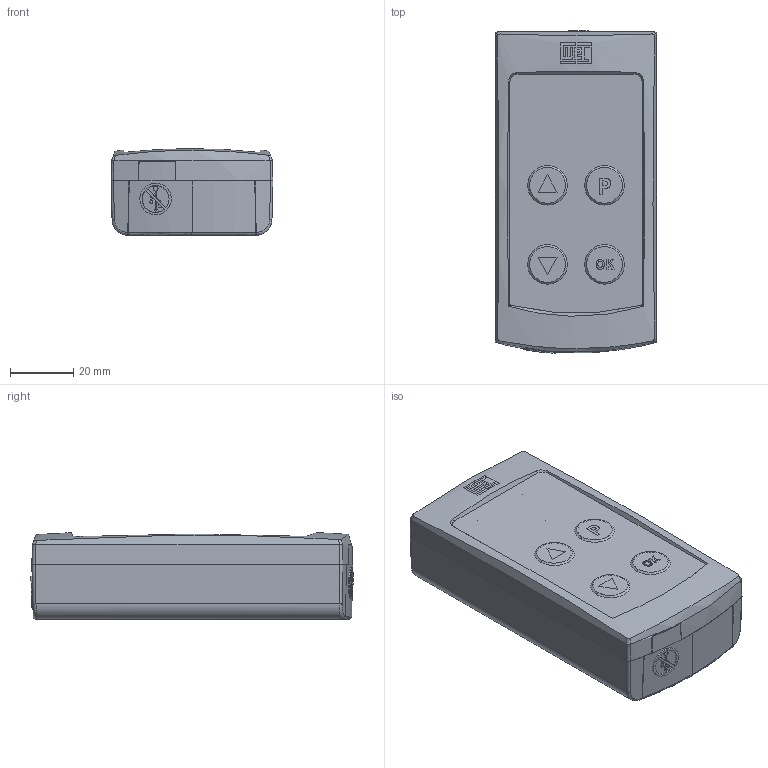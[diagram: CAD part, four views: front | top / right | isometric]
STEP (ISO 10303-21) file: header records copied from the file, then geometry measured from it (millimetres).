
FILE_DESCRIPTION (( 'STEP AP214' ), '1' );
FILE_NAME ('CFW300-MMF.STEP', '2018-08-21T21:20:27', ( '' ), ( '' ), 'SwSTEP 2.0', 'SolidWorks 2017', '' );
FILE_SCHEMA (( 'AUTOMOTIVE_DESIGN' ));
Length unit declared in the file: inch
Products named in the file (1): CFW300-MMF
Bounding box: 51.2 x 101.87 x 27.43 mm (x, y, z)
Volume: 46087.7 mm3; surface area: 56263 mm2
Topology: 8 solids, 8 shells, 1667 faces, 4548 edges, 2924 vertices
Faces by surface type: plane 994, cylinder 278, bspline 217, cone 145, torus 21, sphere 12
Entity records: 60412 total; most frequent: CARTESIAN_POINT 19220, ORIENTED_EDGE 9056, DIRECTION 7193, EDGE_CURVE 4528, VERTEX_POINT 2922, LINE 2849, VECTOR 2849, AXIS2_PLACEMENT_3D 2172
